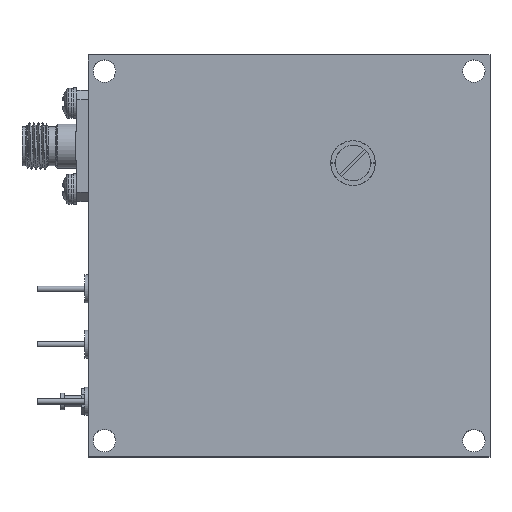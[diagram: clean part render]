
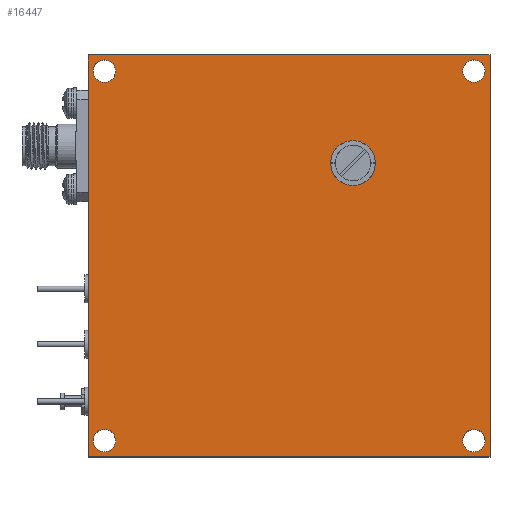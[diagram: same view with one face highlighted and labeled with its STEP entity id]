
A CAD part, top view. The second image highlights one B-rep face of the part: STEP entity #16447.
In plain terms, the highlighted planar face has unit normal (0, 0, 1).
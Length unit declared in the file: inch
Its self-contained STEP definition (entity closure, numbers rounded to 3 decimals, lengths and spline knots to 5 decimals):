
#27 = ORIENTED_EDGE ( 'NONE', *, *, #3982, .T. ) ;
#565 = ORIENTED_EDGE ( 'NONE', *, *, #6335, .F. ) ;
#787 = EDGE_CURVE ( 'NONE', #3204, #20383, #7433, .T. ) ;
#807 = DIRECTION ( 'NONE',  ( 0., 0., 1. ) ) ;
#837 = VERTEX_POINT ( 'NONE', #4005 ) ;
#881 = VERTEX_POINT ( 'NONE', #6540 ) ;
#944 = DIRECTION ( 'NONE',  ( 0., 0., -1. ) ) ;
#1358 = EDGE_CURVE ( 'NONE', #20383, #3204, #6778, .T. ) ;
#1461 = CARTESIAN_POINT ( 'NONE',  ( -1.125, 1.125, 0.665 ) ) ;
#1463 = DIRECTION ( 'NONE',  ( 0., 0., 1. ) ) ;
#1533 = DIRECTION ( 'NONE',  ( 0., 0., 1. ) ) ;
#1716 = EDGE_CURVE ( 'NONE', #12163, #5433, #16222, .T. ) ;
#1889 = DIRECTION ( 'NONE',  ( 0., 0., 1. ) ) ;
#1941 = DIRECTION ( 'NONE',  ( -1., 0., 0. ) ) ;
#1979 = CIRCLE ( 'NONE', #18776, 0.0625 ) ;
#2163 = FACE_BOUND ( 'NONE', #25511, .T. ) ;
#3204 = VERTEX_POINT ( 'NONE', #19899 ) ;
#3268 = LINE ( 'NONE', #12555, #6410 ) ;
#3631 = VECTOR ( 'NONE', #23409, 39.37008 ) ;
#3739 = DIRECTION ( 'NONE',  ( 1., 0., 0. ) ) ;
#3740 = ORIENTED_EDGE ( 'NONE', *, *, #787, .F. ) ;
#3982 = EDGE_CURVE ( 'NONE', #881, #12163, #3268, .T. ) ;
#4005 = CARTESIAN_POINT ( 'NONE',  ( 0.9725, -1.035, 0.665 ) ) ;
#4324 = CIRCLE ( 'NONE', #9917, 0.0625 ) ;
#4460 = CARTESIAN_POINT ( 'NONE',  ( -1.035, 1.035, 0.665 ) ) ;
#4812 = LINE ( 'NONE', #15910, #14524 ) ;
#5433 = VERTEX_POINT ( 'NONE', #6013 ) ;
#5571 = LINE ( 'NONE', #13781, #15318 ) ;
#5600 = ORIENTED_EDGE ( 'NONE', *, *, #20114, .F. ) ;
#5998 = CARTESIAN_POINT ( 'NONE',  ( 1.0975, -1.035, 0.665 ) ) ;
#6013 = CARTESIAN_POINT ( 'NONE',  ( 1.125, 1.125, 0.665 ) ) ;
#6188 = AXIS2_PLACEMENT_3D ( 'NONE', #23630, #11620, #13965 ) ;
#6335 = EDGE_CURVE ( 'NONE', #21794, #837, #13544, .T. ) ;
#6410 = VECTOR ( 'NONE', #12643, 39.37008 ) ;
#6443 = VERTEX_POINT ( 'NONE', #21405 ) ;
#6449 = DIRECTION ( 'NONE',  ( 1., 0., 0. ) ) ;
#6540 = CARTESIAN_POINT ( 'NONE',  ( -1.125, -1.125, 0.665 ) ) ;
#6604 = ORIENTED_EDGE ( 'NONE', *, *, #23807, .T. ) ;
#6778 = CIRCLE ( 'NONE', #11801, 0.0625 ) ;
#6796 = DIRECTION ( 'NONE',  ( -1., 0., 0. ) ) ;
#7031 = EDGE_CURVE ( 'NONE', #13859, #10078, #19481, .T. ) ;
#7364 = CARTESIAN_POINT ( 'NONE',  ( 1.125, -1.125, 0.665 ) ) ;
#7433 = CIRCLE ( 'NONE', #18350, 0.0625 ) ;
#7507 = FACE_BOUND ( 'NONE', #13949, .T. ) ;
#7927 = DIRECTION ( 'NONE',  ( 1., 0., 0. ) ) ;
#8335 = AXIS2_PLACEMENT_3D ( 'NONE', #4460, #16285, #6449 ) ;
#8516 = VERTEX_POINT ( 'NONE', #24992 ) ;
#9054 = CARTESIAN_POINT ( 'NONE',  ( 0.9725, 1.035, 0.665 ) ) ;
#9055 = DIRECTION ( 'NONE',  ( 1., 0., 0. ) ) ;
#9642 = DIRECTION ( 'NONE',  ( 1., 0., 0. ) ) ;
#9917 = AXIS2_PLACEMENT_3D ( 'NONE', #11474, #17636, #9642 ) ;
#10078 = VERTEX_POINT ( 'NONE', #25967 ) ;
#10371 = CIRCLE ( 'NONE', #8335, 0.0625 ) ;
#10391 = DIRECTION ( 'NONE',  ( 0., 0., 1. ) ) ;
#10427 = ORIENTED_EDGE ( 'NONE', *, *, #24277, .F. ) ;
#11143 = ORIENTED_EDGE ( 'NONE', *, *, #21281, .F. ) ;
#11332 = CIRCLE ( 'NONE', #13168, 0.0625 ) ;
#11474 = CARTESIAN_POINT ( 'NONE',  ( -1.035, 1.035, 0.665 ) ) ;
#11620 = DIRECTION ( 'NONE',  ( 0., 0., 1. ) ) ;
#11801 = AXIS2_PLACEMENT_3D ( 'NONE', #22997, #807, #9055 ) ;
#12096 = EDGE_CURVE ( 'NONE', #837, #21794, #1979, .T. ) ;
#12163 = VERTEX_POINT ( 'NONE', #15737 ) ;
#12555 = CARTESIAN_POINT ( 'NONE',  ( -1.125, -1.125, 0.665 ) ) ;
#12643 = DIRECTION ( 'NONE',  ( 1., 0., 0. ) ) ;
#12962 = CARTESIAN_POINT ( 'NONE',  ( 0., 0., 0.665 ) ) ;
#13168 = AXIS2_PLACEMENT_3D ( 'NONE', #20189, #10391, #18544 ) ;
#13544 = CIRCLE ( 'NONE', #21974, 0.0625 ) ;
#13741 = EDGE_CURVE ( 'NONE', #16210, #881, #4812, .T. ) ;
#13781 = CARTESIAN_POINT ( 'NONE',  ( -1.125, 1.125, 0.665 ) ) ;
#13859 = VERTEX_POINT ( 'NONE', #24334 ) ;
#13881 = DIRECTION ( 'NONE',  ( 1., 0., 0. ) ) ;
#13949 = EDGE_LOOP ( 'NONE', ( #565, #15610 ) ) ;
#13965 = DIRECTION ( 'NONE',  ( 1., 0., 0. ) ) ;
#14524 = VECTOR ( 'NONE', #16098, 39.37008 ) ;
#14963 = PLANE ( 'NONE',  #18349 ) ;
#15318 = VECTOR ( 'NONE', #1941, 39.37008 ) ;
#15610 = ORIENTED_EDGE ( 'NONE', *, *, #12096, .F. ) ;
#15737 = CARTESIAN_POINT ( 'NONE',  ( 1.125, -1.125, 0.665 ) ) ;
#15910 = CARTESIAN_POINT ( 'NONE',  ( -1.125, -1.125, 0.665 ) ) ;
#16098 = DIRECTION ( 'NONE',  ( 0., -1., 0. ) ) ;
#16210 = VERTEX_POINT ( 'NONE', #1461 ) ;
#16222 = LINE ( 'NONE', #7364, #3631 ) ;
#16285 = DIRECTION ( 'NONE',  ( 0., 0., 1. ) ) ;
#16299 = FACE_BOUND ( 'NONE', #19865, .T. ) ;
#16447 = ADVANCED_FACE ( 'NONE', ( #2163, #16299, #7507, #25070, #24764 ), #14963, .F. ) ;
#17636 = DIRECTION ( 'NONE',  ( 0., 0., 1. ) ) ;
#17948 = CARTESIAN_POINT ( 'NONE',  ( 1.035, -1.035, 0.665 ) ) ;
#18036 = EDGE_LOOP ( 'NONE', ( #5600, #22632 ) ) ;
#18045 = CARTESIAN_POINT ( 'NONE',  ( 1.035, -1.035, 0.665 ) ) ;
#18149 = ORIENTED_EDGE ( 'NONE', *, *, #1358, .F. ) ;
#18349 = AXIS2_PLACEMENT_3D ( 'NONE', #12962, #944, #6796 ) ;
#18350 = AXIS2_PLACEMENT_3D ( 'NONE', #21712, #1463, #3739 ) ;
#18544 = DIRECTION ( 'NONE',  ( 1., 0., 0. ) ) ;
#18776 = AXIS2_PLACEMENT_3D ( 'NONE', #17948, #1533, #13881 ) ;
#19481 = CIRCLE ( 'NONE', #6188, 0.0625 ) ;
#19865 = EDGE_LOOP ( 'NONE', ( #3740, #18149 ) ) ;
#19899 = CARTESIAN_POINT ( 'NONE',  ( 1.0975, 1.035, 0.665 ) ) ;
#20114 = EDGE_CURVE ( 'NONE', #10078, #13859, #11332, .T. ) ;
#20189 = CARTESIAN_POINT ( 'NONE',  ( -1.035, -1.035, 0.665 ) ) ;
#20207 = ORIENTED_EDGE ( 'NONE', *, *, #1716, .T. ) ;
#20383 = VERTEX_POINT ( 'NONE', #9054 ) ;
#21281 = EDGE_CURVE ( 'NONE', #8516, #6443, #10371, .T. ) ;
#21405 = CARTESIAN_POINT ( 'NONE',  ( -0.9725, 1.035, 0.665 ) ) ;
#21426 = ORIENTED_EDGE ( 'NONE', *, *, #13741, .T. ) ;
#21712 = CARTESIAN_POINT ( 'NONE',  ( 1.035, 1.035, 0.665 ) ) ;
#21794 = VERTEX_POINT ( 'NONE', #5998 ) ;
#21974 = AXIS2_PLACEMENT_3D ( 'NONE', #18045, #1889, #7927 ) ;
#22632 = ORIENTED_EDGE ( 'NONE', *, *, #7031, .F. ) ;
#22997 = CARTESIAN_POINT ( 'NONE',  ( 1.035, 1.035, 0.665 ) ) ;
#23409 = DIRECTION ( 'NONE',  ( 0., 1., 0. ) ) ;
#23630 = CARTESIAN_POINT ( 'NONE',  ( -1.035, -1.035, 0.665 ) ) ;
#23807 = EDGE_CURVE ( 'NONE', #5433, #16210, #5571, .T. ) ;
#24277 = EDGE_CURVE ( 'NONE', #6443, #8516, #4324, .T. ) ;
#24334 = CARTESIAN_POINT ( 'NONE',  ( -1.0975, -1.035, 0.665 ) ) ;
#24764 = FACE_OUTER_BOUND ( 'NONE', #25785, .T. ) ;
#24992 = CARTESIAN_POINT ( 'NONE',  ( -1.0975, 1.035, 0.665 ) ) ;
#25070 = FACE_BOUND ( 'NONE', #18036, .T. ) ;
#25511 = EDGE_LOOP ( 'NONE', ( #10427, #11143 ) ) ;
#25785 = EDGE_LOOP ( 'NONE', ( #20207, #6604, #21426, #27 ) ) ;
#25967 = CARTESIAN_POINT ( 'NONE',  ( -0.9725, -1.035, 0.665 ) ) ;
